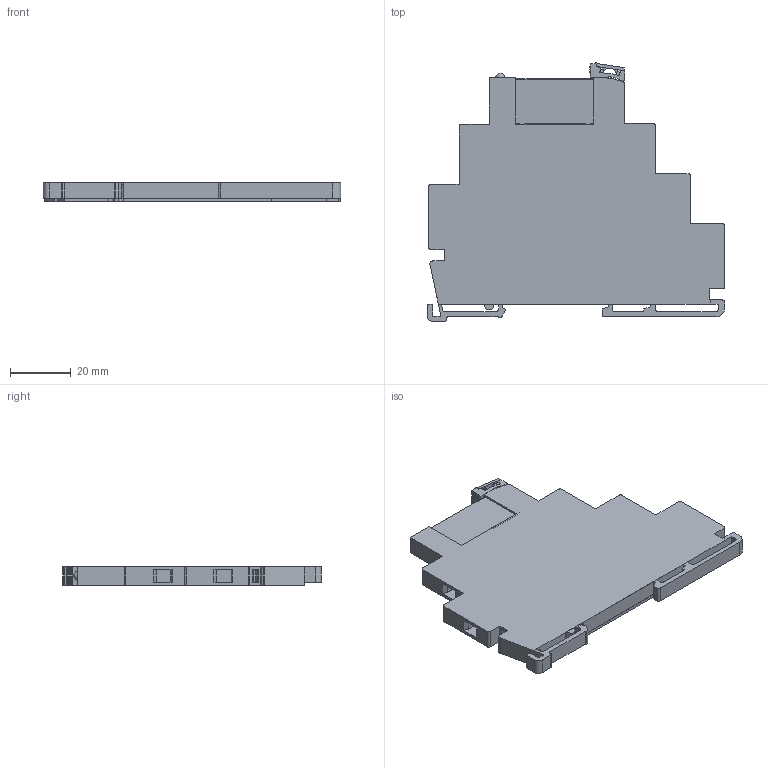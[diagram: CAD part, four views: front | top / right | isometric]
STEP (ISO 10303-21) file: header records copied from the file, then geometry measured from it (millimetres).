
FILE_DESCRIPTION (( 'STEP AP214' ), '1' );
FILE_NAME ('PIR6W-1PS.STEP', '2016-05-06T11:20:50', ( '' ), ( '' ), 'SwSTEP 2.0', 'SolidWorks 2016', '' );
FILE_SCHEMA (( 'AUTOMOTIVE_DESIGN' ));
Length unit declared in the file: millimetre
Products named in the file (1): PIR6W-1PS
Bounding box: 98.33 x 85.44 x 6.2 mm (x, y, z)
Volume: 34644.9 mm3; surface area: 17363.8 mm2
Topology: 2 solids, 12 shells, 522 faces, 1389 edges, 915 vertices
Faces by surface type: plane 418, cylinder 88, torus 11, bspline 4, sphere 1
Entity records: 17361 total; most frequent: CARTESIAN_POINT 3228, ORIENTED_EDGE 2766, DIRECTION 2609, EDGE_CURVE 1383, VECTOR 1139, LINE 1139, VERTEX_POINT 914, AXIS2_PLACEMENT_3D 735
